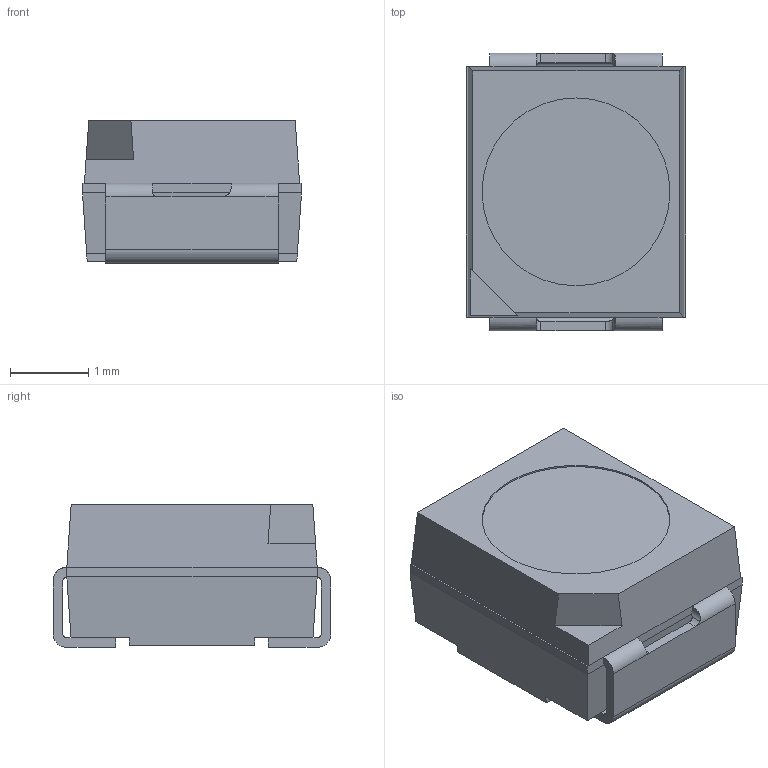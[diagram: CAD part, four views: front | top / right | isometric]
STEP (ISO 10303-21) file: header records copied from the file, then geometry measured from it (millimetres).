
FILE_DESCRIPTION (( 'STEP AP214' ), '1' );
FILE_NAME ('Pièce8.STEP', '2022-02-09T21:24:33', ( '' ), ( '' ), 'SwSTEP 2.0', 'SolidWorks 2021', '' );
FILE_SCHEMA (( 'AUTOMOTIVE_DESIGN' ));
Length unit declared in the file: inch
Products named in the file (1): Pièce8
Bounding box: 2.8 x 3.55 x 1.82 mm (x, y, z)
Volume: 15.7 mm3; surface area: 47.8 mm2
Topology: 1 solids, 1 shells, 70 faces, 184 edges, 110 vertices
Faces by surface type: plane 48, cylinder 20, bspline 2
Entity records: 2325 total; most frequent: CARTESIAN_POINT 578, ORIENTED_EDGE 368, DIRECTION 337, EDGE_CURVE 184, VECTOR 139, LINE 139, VERTEX_POINT 110, AXIS2_PLACEMENT_3D 99
